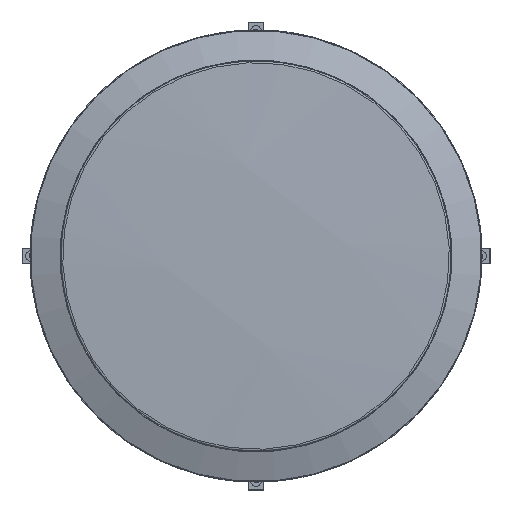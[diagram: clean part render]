
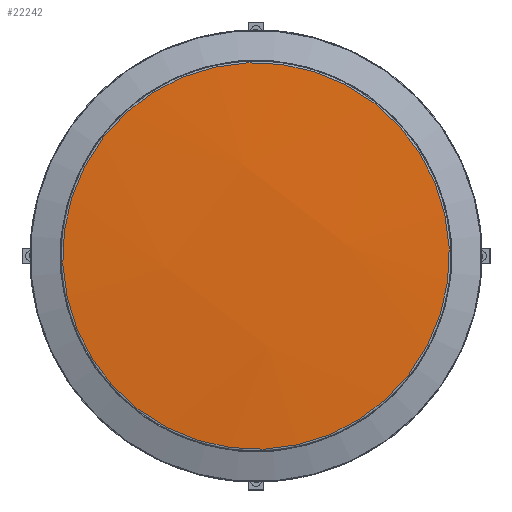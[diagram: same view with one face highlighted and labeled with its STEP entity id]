
A CAD part, front view. The second image highlights one B-rep face of the part: STEP entity #22242.
In plain terms, the highlighted free-form (B-spline) face has degree [3, 3] with [4, 4] control points.
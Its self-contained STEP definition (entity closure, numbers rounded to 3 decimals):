
#996 = CARTESIAN_POINT ( 'NONE',  ( 20.49, -14.949, -158.183 ) ) ;
#2369 = DIRECTION ( 'NONE',  ( 0., -1., 0. ) ) ;
#2502 = AXIS2_PLACEMENT_3D ( 'NONE', #9190, #7079, #19302 ) ;
#2547 = VERTEX_POINT ( 'NONE', #12553 ) ;
#2696 = CARTESIAN_POINT ( 'NONE',  ( 66.75, -20.31, -98.781 ) ) ;
#2808 = CARTESIAN_POINT ( 'NONE',  ( -157.656, -14.996, -20.904 ) ) ;
#3025 = CARTESIAN_POINT ( 'NONE',  ( -112.002, -20.357, 38.965 ) ) ;
#4156 = CARTESIAN_POINT ( 'NONE',  ( 0., -19.101, 0. ) ) ;
#4378 = CARTESIAN_POINT ( 'NONE',  ( 53.29, -25.677, 6.884 ) ) ;
#4419 = CIRCLE ( 'NONE', #7013, 111.07 ) ;
#4725 = CARTESIAN_POINT ( 'NONE',  ( 39.662, -20.291, 112.435 ) ) ;
#5422 = EDGE_CURVE ( 'NONE', #6168, #2547, #14050, .T. ) ;
#6102 = CARTESIAN_POINT ( 'NONE',  ( 158.473, -14.915, 20.88 ) ) ;
#6168 = VERTEX_POINT ( 'NONE', #17655 ) ;
#6648 =( BOUNDED_SURFACE ( )  B_SPLINE_SURFACE ( 3, 3, ( 
 ( #14649, #4725, #11488, #6102 ),
 ( #18463, #16433, #4378, #13091 ),
 ( #3025, #11281, #18128, #2696 ),
 ( #2808, #9596, #18355, #996 ) ),
 .UNSPECIFIED., .F., .F., .T. ) 
 B_SPLINE_SURFACE_WITH_KNOTS ( ( 4, 4 ),
 ( 4, 4 ),
 ( 0., 1. ),
 ( 0., 1. ),
 .UNSPECIFIED. ) 
 GEOMETRIC_REPRESENTATION_ITEM ( )  RATIONAL_B_SPLINE_SURFACE ( (
 ( 1., 0.998, 0.998, 1.),
 ( 0.998, 0.997, 0.997, 0.998),
 ( 0.998, 0.997, 0.997, 0.998),
 ( 1., 0.998, 0.998, 1.) ) ) 
 REPRESENTATION_ITEM ( '' )  SURFACE ( )  );
#6733 = EDGE_LOOP ( 'NONE', ( #20032, #18647 ) ) ;
#7013 = AXIS2_PLACEMENT_3D ( 'NONE', #4156, #2369, #17790 ) ;
#7079 = DIRECTION ( 'NONE',  ( 0., -1., 0. ) ) ;
#9190 = CARTESIAN_POINT ( 'NONE',  ( 0., -19.101, 0. ) ) ;
#9596 = CARTESIAN_POINT ( 'NONE',  ( -98.324, -20.325, -66.626 ) ) ;
#11281 = CARTESIAN_POINT ( 'NONE',  ( -52.467, -25.704, -6.912 ) ) ;
#11488 = CARTESIAN_POINT ( 'NONE',  ( 99.143, -20.275, 66.599 ) ) ;
#11607 = FACE_OUTER_BOUND ( 'NONE', #6733, .T. ) ;
#12553 = CARTESIAN_POINT ( 'NONE',  ( -87.979, -19.101, 67.796 ) ) ;
#13091 = CARTESIAN_POINT ( 'NONE',  ( 112.823, -20.298, -38.991 ) ) ;
#14050 = CIRCLE ( 'NONE', #2502, 111.07 ) ;
#14096 = EDGE_CURVE ( 'NONE', #2547, #6168, #4419, .T. ) ;
#14649 = CARTESIAN_POINT ( 'NONE',  ( -19.669, -14.962, 158.156 ) ) ;
#16433 = CARTESIAN_POINT ( 'NONE',  ( -6.394, -25.693, 52.877 ) ) ;
#17655 = CARTESIAN_POINT ( 'NONE',  ( 87.979, -19.101, -67.796 ) ) ;
#17790 = DIRECTION ( 'NONE',  ( -0.792, 0., 0.61 ) ) ;
#18128 = CARTESIAN_POINT ( 'NONE',  ( 7.217, -25.688, -52.905 ) ) ;
#18355 = CARTESIAN_POINT ( 'NONE',  ( -38.841, -20.309, -112.463 ) ) ;
#18463 = CARTESIAN_POINT ( 'NONE',  ( -65.928, -20.346, 98.754 ) ) ;
#18647 = ORIENTED_EDGE ( 'NONE', *, *, #5422, .T. ) ;
#19302 = DIRECTION ( 'NONE',  ( -0.792, 0., 0.61 ) ) ;
#20032 = ORIENTED_EDGE ( 'NONE', *, *, #14096, .T. ) ;
#22242 = ADVANCED_FACE ( 'NONE', ( #11607 ), #6648, .T. ) ;
